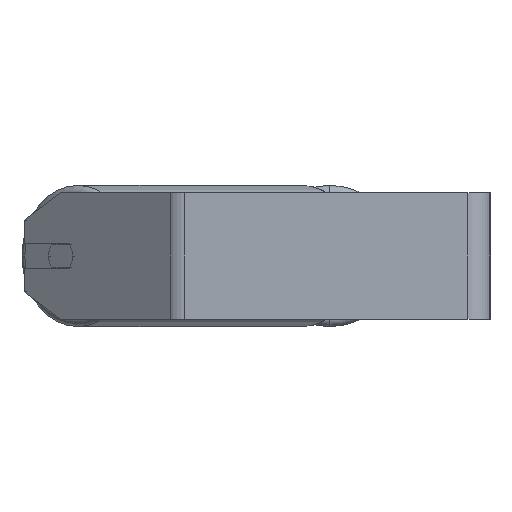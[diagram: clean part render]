
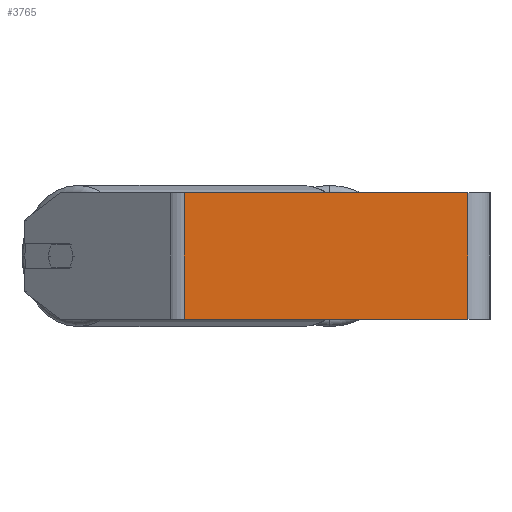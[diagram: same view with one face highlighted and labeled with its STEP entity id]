
A CAD part, left-side view. The second image highlights one B-rep face of the part: STEP entity #3765.
In plain terms, the highlighted planar face has unit normal (-1, 0, 0).
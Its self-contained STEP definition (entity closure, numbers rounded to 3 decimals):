
#78 = CARTESIAN_POINT ( 'NONE',  ( -400., 14., -40. ) ) ;
#262 = DIRECTION ( 'NONE',  ( 0., 0., -1. ) ) ;
#620 = LINE ( 'NONE', #1989, #5625 ) ;
#1044 = AXIS2_PLACEMENT_3D ( 'NONE', #5185, #5888, #6365 ) ;
#1178 = VECTOR ( 'NONE', #6738, 1000. ) ;
#1263 = ORIENTED_EDGE ( 'NONE', *, *, #8472, .F. ) ;
#1814 = LINE ( 'NONE', #6461, #2939 ) ;
#1987 = EDGE_CURVE ( 'NONE', #7098, #4086, #6039, .T. ) ;
#1989 = CARTESIAN_POINT ( 'NONE',  ( -400., 197.795, 40. ) ) ;
#2546 = EDGE_CURVE ( 'NONE', #7595, #7098, #7474, .T. ) ;
#2939 = VECTOR ( 'NONE', #5094, 1000. ) ;
#3075 = ORIENTED_EDGE ( 'NONE', *, *, #1987, .T. ) ;
#3162 = VERTEX_POINT ( 'NONE', #3163 ) ;
#3163 = CARTESIAN_POINT ( 'NONE',  ( -400., 14., 40. ) ) ;
#3765 = ADVANCED_FACE ( 'NONE', ( #4510 ), #7910, .F. ) ;
#3868 = VECTOR ( 'NONE', #262, 1000. ) ;
#4086 = VERTEX_POINT ( 'NONE', #78 ) ;
#4510 = FACE_OUTER_BOUND ( 'NONE', #7271, .T. ) ;
#4545 = ORIENTED_EDGE ( 'NONE', *, *, #7486, .F. ) ;
#5094 = DIRECTION ( 'NONE',  ( 0., 0., -1. ) ) ;
#5185 = CARTESIAN_POINT ( 'NONE',  ( -400., 197.795, 40. ) ) ;
#5625 = VECTOR ( 'NONE', #7382, 1000. ) ;
#5888 = DIRECTION ( 'NONE',  ( 1., 0., 0. ) ) ;
#6039 = LINE ( 'NONE', #8731, #1178 ) ;
#6324 = CARTESIAN_POINT ( 'NONE',  ( -400., 192.699, 40. ) ) ;
#6365 = DIRECTION ( 'NONE',  ( 0., 0., -1. ) ) ;
#6461 = CARTESIAN_POINT ( 'NONE',  ( -400., 14., 40. ) ) ;
#6738 = DIRECTION ( 'NONE',  ( 0., -1., 0. ) ) ;
#6758 = ORIENTED_EDGE ( 'NONE', *, *, #2546, .T. ) ;
#7098 = VERTEX_POINT ( 'NONE', #7310 ) ;
#7271 = EDGE_LOOP ( 'NONE', ( #3075, #1263, #4545, #6758 ) ) ;
#7310 = CARTESIAN_POINT ( 'NONE',  ( -400., 192.699, -40. ) ) ;
#7382 = DIRECTION ( 'NONE',  ( 0., -1., 0. ) ) ;
#7474 = LINE ( 'NONE', #6324, #3868 ) ;
#7486 = EDGE_CURVE ( 'NONE', #7595, #3162, #620, .T. ) ;
#7595 = VERTEX_POINT ( 'NONE', #8481 ) ;
#7910 = PLANE ( 'NONE',  #1044 ) ;
#8472 = EDGE_CURVE ( 'NONE', #3162, #4086, #1814, .T. ) ;
#8481 = CARTESIAN_POINT ( 'NONE',  ( -400., 192.699, 40. ) ) ;
#8731 = CARTESIAN_POINT ( 'NONE',  ( -400., 197.795, -40. ) ) ;
